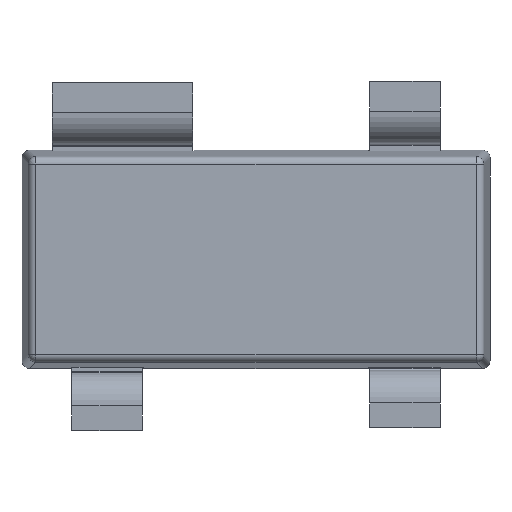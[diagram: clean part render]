
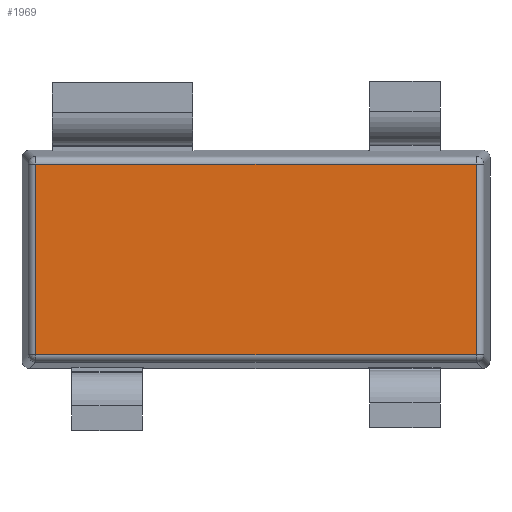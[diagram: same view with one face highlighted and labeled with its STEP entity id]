
A CAD part, front view. The second image highlights one B-rep face of the part: STEP entity #1969.
In plain terms, the highlighted planar face has unit normal (0, -1, 0).
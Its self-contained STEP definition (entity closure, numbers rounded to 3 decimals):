
#8 = EDGE_CURVE ( 'NONE', #2427, #1659, #884, .T. ) ;
#39 = EDGE_CURVE ( 'NONE', #1659, #1261, #2081, .T. ) ;
#78 = VECTOR ( 'NONE', #344, 1000. ) ;
#150 = ORIENTED_EDGE ( 'NONE', *, *, #39, .T. ) ;
#164 = EDGE_LOOP ( 'NONE', ( #1489, #1630, #308, #150 ) ) ;
#308 = ORIENTED_EDGE ( 'NONE', *, *, #8, .T. ) ;
#344 = DIRECTION ( 'NONE',  ( 0., 0., -1. ) ) ;
#437 = DIRECTION ( 'NONE',  ( -1., 0., 0. ) ) ;
#758 = CARTESIAN_POINT ( 'NONE',  ( 0.09, -0.5, 0. ) ) ;
#864 = CARTESIAN_POINT ( 'NONE',  ( 0., -0.5, -0.09 ) ) ;
#884 = LINE ( 'NONE', #758, #78 ) ;
#1015 = DIRECTION ( 'NONE',  ( 0., 0., 1. ) ) ;
#1071 = CARTESIAN_POINT ( 'NONE',  ( 0.09, -0.5, -1.31 ) ) ;
#1126 = CARTESIAN_POINT ( 'NONE',  ( 0., -0.5, -1.31 ) ) ;
#1261 = VERTEX_POINT ( 'NONE', #1369 ) ;
#1271 = LINE ( 'NONE', #2046, #1410 ) ;
#1289 = DIRECTION ( 'NONE',  ( 0., -1., 0. ) ) ;
#1293 = PLANE ( 'NONE',  #1485 ) ;
#1322 = CARTESIAN_POINT ( 'NONE',  ( 2.91, -0.5, -0.09 ) ) ;
#1336 = VERTEX_POINT ( 'NONE', #1322 ) ;
#1369 = CARTESIAN_POINT ( 'NONE',  ( 2.91, -0.5, -1.31 ) ) ;
#1410 = VECTOR ( 'NONE', #1015, 1000. ) ;
#1485 = AXIS2_PLACEMENT_3D ( 'NONE', #2095, #1289, #2087 ) ;
#1489 = ORIENTED_EDGE ( 'NONE', *, *, #1628, .T. ) ;
#1525 = DIRECTION ( 'NONE',  ( 1., 0., 0. ) ) ;
#1628 = EDGE_CURVE ( 'NONE', #1261, #1336, #1271, .T. ) ;
#1630 = ORIENTED_EDGE ( 'NONE', *, *, #2492, .T. ) ;
#1659 = VERTEX_POINT ( 'NONE', #1071 ) ;
#1664 = VECTOR ( 'NONE', #1525, 1000. ) ;
#1677 = VECTOR ( 'NONE', #437, 1000. ) ;
#1962 = FACE_OUTER_BOUND ( 'NONE', #164, .T. ) ;
#1969 = ADVANCED_FACE ( 'NONE', ( #1962 ), #1293, .T. ) ;
#2046 = CARTESIAN_POINT ( 'NONE',  ( 2.91, -0.5, 0. ) ) ;
#2081 = LINE ( 'NONE', #1126, #1664 ) ;
#2087 = DIRECTION ( 'NONE',  ( 0., 0., -1. ) ) ;
#2095 = CARTESIAN_POINT ( 'NONE',  ( 0., -0.5, 0. ) ) ;
#2172 = LINE ( 'NONE', #864, #1677 ) ;
#2229 = CARTESIAN_POINT ( 'NONE',  ( 0.09, -0.5, -0.09 ) ) ;
#2427 = VERTEX_POINT ( 'NONE', #2229 ) ;
#2492 = EDGE_CURVE ( 'NONE', #1336, #2427, #2172, .T. ) ;
